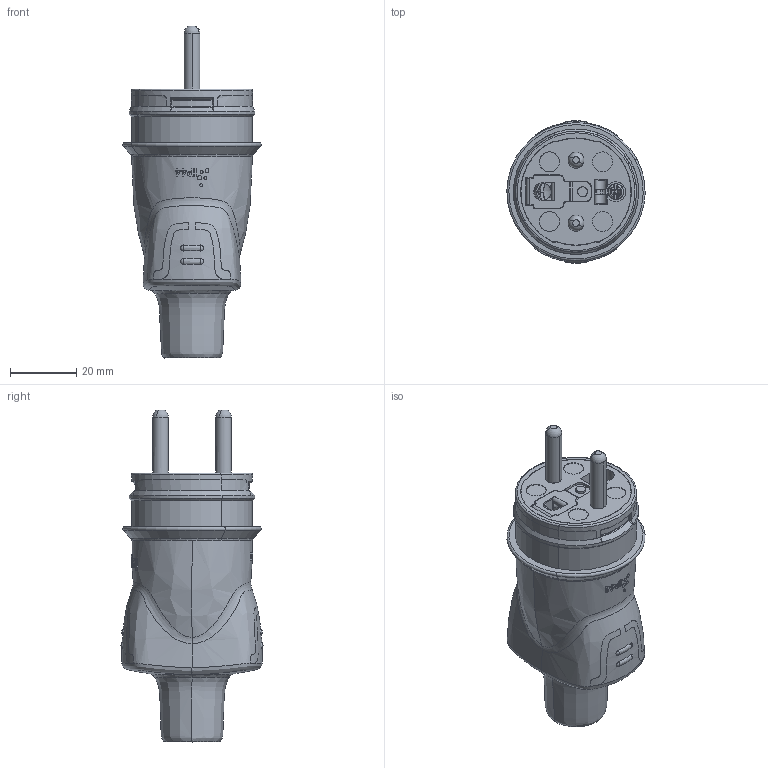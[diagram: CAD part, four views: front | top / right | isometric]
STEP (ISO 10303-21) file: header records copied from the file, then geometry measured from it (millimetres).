
FILE_DESCRIPTION(('CATIA V5 STEP Exchange','CAx-IF Rec.Pracs.--- Model Styling and Organization---1.4--- 2014-01-23'),'2;1');
FILE_NAME('Product1_AllCATPart.stp','2021-06-15T13:54:33+00:00',('none'),('none'),'CATIA Version 5-6 Release 2017 SP3','CATIA V5 STEP AP214','none');
FILE_SCHEMA(('AUTOMOTIVE_DESIGN { 1 0 10303 214 1 1 1 1 }'));
Products named in the file (1): Product1_AllCATPart
Bounding box: 41.68 x 42.93 x 100.09 mm (x, y, z)
Volume: 29247.8 mm3; surface area: 43352.2 mm2
Topology: 11 solids, 11 shells, 2554 faces, 7190 edges, 4627 vertices
Faces by surface type: bspline 1102, plane 742, cylinder 390, cone 116, extrusion 87, sphere 57, torus 49, revolution 11
Entity records: 183338 total; most frequent: CARTESIAN_POINT 131813, ORIENTED_EDGE 14230, EDGE_CURVE 7115, B_SPLINE_CURVE_WITH_KNOTS 4751, DIRECTION 4727, VERTEX_POINT 4627, EDGE_LOOP 2664, ADVANCED_FACE 2554
